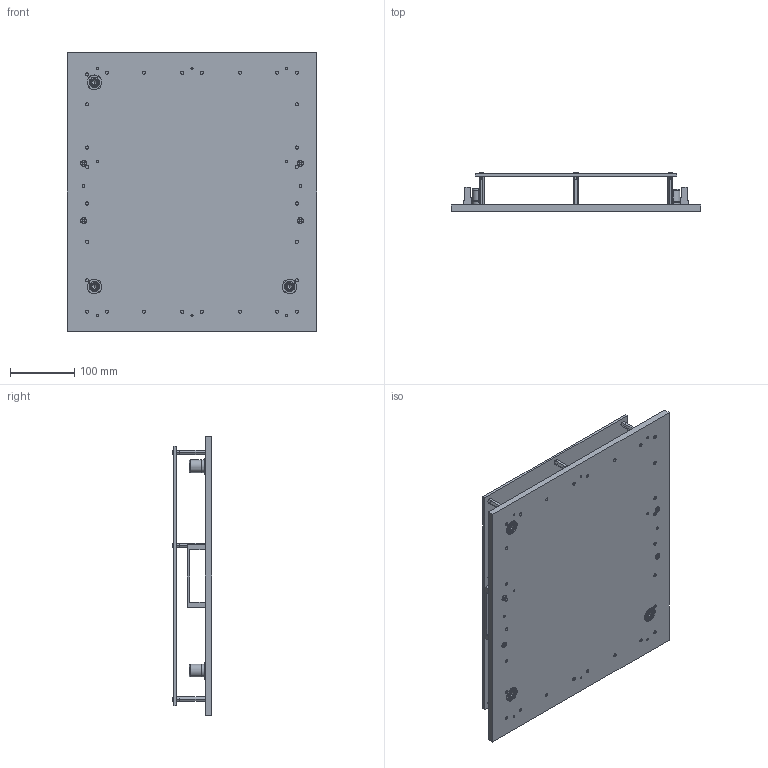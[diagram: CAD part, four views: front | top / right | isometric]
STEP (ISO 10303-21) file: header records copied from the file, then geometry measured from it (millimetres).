
FILE_DESCRIPTION (( 'STEP AP203' ), '1' );
FILE_NAME ('INGUN_31294.STEP', '2023-05-22T08:04:20', ( '' ), ( '' ), 'SwSTEP 2.0', 'SolidWorks 2021', '' );
FILE_SCHEMA (( 'CONFIG_CONTROL_DESIGN' ));
Length unit declared in the file: millimetre
Products named in the file (14): DIN7991~n_M04,0x016; 4470~0; DIN913~n_M02,0x05; 54819~2; INGUN_31294; 1607~1; 54911~1; 13366~0; 54912~0_S; 54920~0_S; ISO7380~n_M04,0x010; SKB-IA~skia_M4,0x45 St; 16528~2_S; 16527~3
Assembly tree (34 placements, depth 3):
  INGUN_31294
    16527~3
    16528~2_S
    SKB-IA~skia_M4,0x45 St  x8
    1607~1  x2
    54920~0_S  x3
      54819~2
      4470~0
      54911~1
      54912~0_S
      13366~0
      DIN913~n_M02,0x05
    ISO7380~n_M04,0x010  x8
    DIN7991~n_M04,0x016  x4
Bounding box: 389 x 61.2 x 434 mm (x, y, z)
Volume: 2242917.5 mm3; surface area: 664554.9 mm2
Topology: 45 solids, 45 shells, 1209 faces, 2843 edges, 1827 vertices
Faces by surface type: cylinder 689, plane 328, cone 170, torus 22
Entity records: 14133 total; most frequent: DIRECTION 2369, CARTESIAN_POINT 2040, ORIENTED_EDGE 1886, AXIS2_PLACEMENT_3D 991, EDGE_CURVE 943, VERTEX_POINT 614, CIRCLE 544, EDGE_LOOP 531
